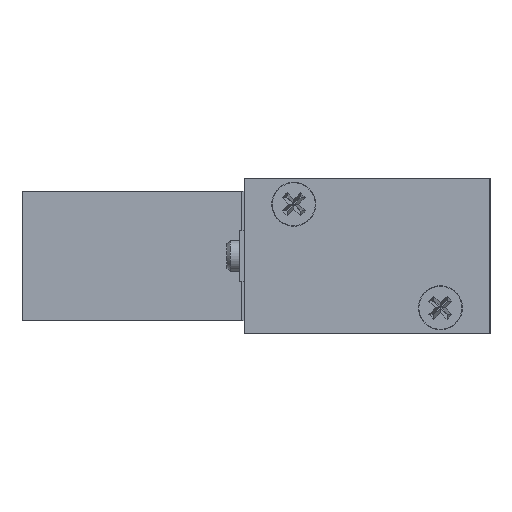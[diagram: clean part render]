
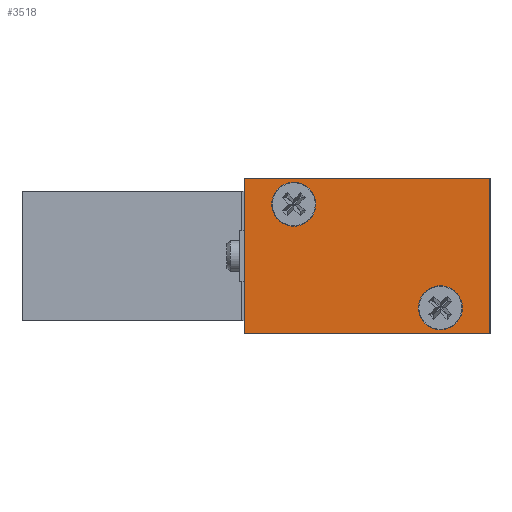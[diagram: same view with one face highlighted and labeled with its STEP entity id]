
A CAD part, left-side view. The second image highlights one B-rep face of the part: STEP entity #3518.
In plain terms, the highlighted planar face has unit normal (-1, 0, 0).
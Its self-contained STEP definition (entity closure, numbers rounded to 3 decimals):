
#3077 = CARTESIAN_POINT ( 'NONE',  ( -2.5, 0., 9. ) ) ;
#3079 = CARTESIAN_POINT ( 'NONE',  ( -2.5, -28.5, 9. ) ) ;
#3080 = CARTESIAN_POINT ( 'NONE',  ( -2.5, 0., -9. ) ) ;
#3082 = CARTESIAN_POINT ( 'NONE',  ( -2.5, -28.5, -9. ) ) ;
#3518 = ADVANCED_FACE ( 'NONE', ( #10229, #10230, #10231 ), #12230, .T. ) ;
#4362 = CARTESIAN_POINT ( 'NONE',  ( -2.5, -22.75, -8.55 ) ) ;
#4363 = CARTESIAN_POINT ( 'NONE',  ( -2.5, -22.75, -3.45 ) ) ;
#4366 = CARTESIAN_POINT ( 'NONE',  ( -2.5, -5.75, 3.45 ) ) ;
#4367 = CARTESIAN_POINT ( 'NONE',  ( -2.5, -5.75, 8.55 ) ) ;
#5819 = CIRCLE ( 'NONE', #13584, 2.55 ) ;
#5825 = CIRCLE ( 'NONE', #13586, 2.55 ) ;
#5849 = LINE ( 'NONE', #15521, #5850 ) ;
#5850 = VECTOR ( 'NONE', #15522, 1000. ) ;
#5853 = CIRCLE ( 'NONE', #13591, 2.55 ) ;
#5854 = LINE ( 'NONE', #15531, #5856 ) ;
#5855 = CIRCLE ( 'NONE', #13592, 2.55 ) ;
#5856 = VECTOR ( 'NONE', #15532, 1000. ) ;
#5857 = LINE ( 'NONE', #15533, #5858 ) ;
#5858 = VECTOR ( 'NONE', #15534, 1000. ) ;
#5859 = LINE ( 'NONE', #15535, #5860 ) ;
#5860 = VECTOR ( 'NONE', #15536, 1000. ) ;
#7566 = EDGE_LOOP ( 'NONE', ( #15913, #15863, #15864, #15907 ) ) ;
#7568 = EDGE_LOOP ( 'NONE', ( #15910, #15909 ) ) ;
#7569 = EDGE_LOOP ( 'NONE', ( #15915, #15912 ) ) ;
#10229 = FACE_BOUND ( 'NONE', #7569, .T. ) ;
#10230 = FACE_BOUND ( 'NONE', #7568, .T. ) ;
#10231 = FACE_OUTER_BOUND ( 'NONE', #7566, .T. ) ;
#12227 = DIRECTION ( 'NONE',  ( 0., 0., 1. ) ) ;
#12228 = DIRECTION ( 'NONE',  ( -1., 0., 0. ) ) ;
#12229 = CARTESIAN_POINT ( 'NONE',  ( -2.5, -28.5, 9. ) ) ;
#12230 = PLANE ( 'NONE',  #14248 ) ;
#12801 = VERTEX_POINT ( 'NONE', #4367 ) ;
#12802 = VERTEX_POINT ( 'NONE', #4366 ) ;
#12805 = VERTEX_POINT ( 'NONE', #4363 ) ;
#12806 = VERTEX_POINT ( 'NONE', #4362 ) ;
#13136 = VERTEX_POINT ( 'NONE', #3082 ) ;
#13137 = VERTEX_POINT ( 'NONE', #3080 ) ;
#13138 = VERTEX_POINT ( 'NONE', #3079 ) ;
#13139 = VERTEX_POINT ( 'NONE', #3077 ) ;
#13584 = AXIS2_PLACEMENT_3D ( 'NONE', #15476, #15477, #15478 ) ;
#13586 = AXIS2_PLACEMENT_3D ( 'NONE', #15486, #15487, #15488 ) ;
#13591 = AXIS2_PLACEMENT_3D ( 'NONE', #15525, #15526, #15527 ) ;
#13592 = AXIS2_PLACEMENT_3D ( 'NONE', #15528, #15529, #15530 ) ;
#14248 = AXIS2_PLACEMENT_3D ( 'NONE', #12229, #12228, #12227 ) ;
#14922 = EDGE_CURVE ( 'NONE', #12806, #12805, #5819, .T. ) ;
#14926 = EDGE_CURVE ( 'NONE', #12802, #12801, #5825, .T. ) ;
#14941 = EDGE_CURVE ( 'NONE', #13138, #13139, #5849, .T. ) ;
#14943 = EDGE_CURVE ( 'NONE', #12805, #12806, #5853, .T. ) ;
#14944 = EDGE_CURVE ( 'NONE', #12801, #12802, #5855, .T. ) ;
#14945 = EDGE_CURVE ( 'NONE', #13137, #13139, #5854, .T. ) ;
#14946 = EDGE_CURVE ( 'NONE', #13136, #13137, #5857, .T. ) ;
#14947 = EDGE_CURVE ( 'NONE', #13136, #13138, #5859, .T. ) ;
#15476 = CARTESIAN_POINT ( 'NONE',  ( -2.5, -22.75, -6. ) ) ;
#15477 = DIRECTION ( 'NONE',  ( -1., 0., 0. ) ) ;
#15478 = DIRECTION ( 'NONE',  ( 0., 0., 1. ) ) ;
#15486 = CARTESIAN_POINT ( 'NONE',  ( -2.5, -5.75, 6. ) ) ;
#15487 = DIRECTION ( 'NONE',  ( -1., 0., 0. ) ) ;
#15488 = DIRECTION ( 'NONE',  ( 0., 0., 1. ) ) ;
#15521 = CARTESIAN_POINT ( 'NONE',  ( -2.5, -28.5, 9. ) ) ;
#15522 = DIRECTION ( 'NONE',  ( 0., 1., 0. ) ) ;
#15525 = CARTESIAN_POINT ( 'NONE',  ( -2.5, -22.75, -6. ) ) ;
#15526 = DIRECTION ( 'NONE',  ( -1., 0., 0. ) ) ;
#15527 = DIRECTION ( 'NONE',  ( 0., 0., 1. ) ) ;
#15528 = CARTESIAN_POINT ( 'NONE',  ( -2.5, -5.75, 6. ) ) ;
#15529 = DIRECTION ( 'NONE',  ( -1., 0., 0. ) ) ;
#15530 = DIRECTION ( 'NONE',  ( 0., 0., 1. ) ) ;
#15531 = CARTESIAN_POINT ( 'NONE',  ( -2.5, 0., 9. ) ) ;
#15532 = DIRECTION ( 'NONE',  ( 0., 0., 1. ) ) ;
#15533 = CARTESIAN_POINT ( 'NONE',  ( -2.5, -28.5, -9. ) ) ;
#15534 = DIRECTION ( 'NONE',  ( 0., 1., 0. ) ) ;
#15535 = CARTESIAN_POINT ( 'NONE',  ( -2.5, -28.5, 9. ) ) ;
#15536 = DIRECTION ( 'NONE',  ( 0., 0., 1. ) ) ;
#15863 = ORIENTED_EDGE ( 'NONE', *, *, #14946, .F. ) ;
#15864 = ORIENTED_EDGE ( 'NONE', *, *, #14947, .T. ) ;
#15907 = ORIENTED_EDGE ( 'NONE', *, *, #14941, .T. ) ;
#15909 = ORIENTED_EDGE ( 'NONE', *, *, #14926, .F. ) ;
#15910 = ORIENTED_EDGE ( 'NONE', *, *, #14944, .F. ) ;
#15912 = ORIENTED_EDGE ( 'NONE', *, *, #14922, .F. ) ;
#15913 = ORIENTED_EDGE ( 'NONE', *, *, #14945, .F. ) ;
#15915 = ORIENTED_EDGE ( 'NONE', *, *, #14943, .F. ) ;
